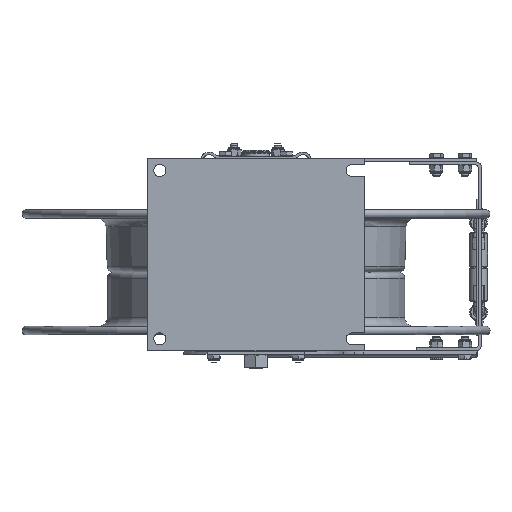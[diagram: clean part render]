
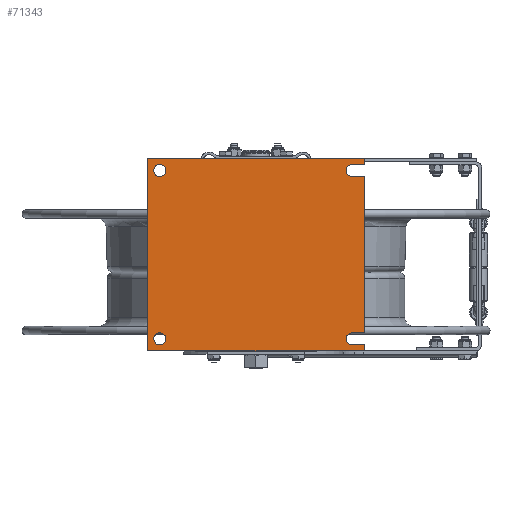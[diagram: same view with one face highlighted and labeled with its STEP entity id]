
A CAD part, front view. The second image highlights one B-rep face of the part: STEP entity #71343.
In plain terms, the highlighted planar face has unit normal (0, -1, 0).
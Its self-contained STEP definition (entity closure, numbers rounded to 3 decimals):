
#4266=FACE_BOUND('',#7593,.T.);
#4267=FACE_BOUND('',#7594,.T.);
#4765=FACE_OUTER_BOUND('',#7592,.T.);
#7592=EDGE_LOOP('',(#49242,#49243,#49244,#49245,#49246,#49247,#49248,#49249,
#49250,#49251,#49252,#49253));
#7593=EDGE_LOOP('',(#49254));
#7594=EDGE_LOOP('',(#49255));
#10918=CIRCLE('',#74638,0.25);
#10919=CIRCLE('',#74639,0.25);
#10920=CIRCLE('',#74640,0.25);
#10921=CIRCLE('',#74641,0.25);
#13794=LINE('',#97404,#20511);
#13795=LINE('',#97408,#20512);
#13796=LINE('',#97410,#20513);
#13797=LINE('',#97412,#20514);
#13798=LINE('',#97414,#20515);
#13799=LINE('',#97416,#20516);
#13800=LINE('',#97418,#20517);
#13801=LINE('',#97420,#20518);
#13802=LINE('',#97424,#20519);
#13803=LINE('',#97425,#20520);
#20511=VECTOR('',#79989,0.394);
#20512=VECTOR('',#79992,0.394);
#20513=VECTOR('',#79993,0.394);
#20514=VECTOR('',#79994,0.394);
#20515=VECTOR('',#79995,0.394);
#20516=VECTOR('',#79996,0.394);
#20517=VECTOR('',#79997,0.394);
#20518=VECTOR('',#79998,0.394);
#20519=VECTOR('',#80001,0.394);
#20520=VECTOR('',#80002,0.394);
#27228=VERTEX_POINT('',#97402);
#27229=VERTEX_POINT('',#97403);
#27230=VERTEX_POINT('',#97405);
#27231=VERTEX_POINT('',#97407);
#27232=VERTEX_POINT('',#97409);
#27233=VERTEX_POINT('',#97411);
#27234=VERTEX_POINT('',#97413);
#27235=VERTEX_POINT('',#97415);
#27236=VERTEX_POINT('',#97417);
#27237=VERTEX_POINT('',#97419);
#27238=VERTEX_POINT('',#97421);
#27239=VERTEX_POINT('',#97423);
#27240=VERTEX_POINT('',#97426);
#27241=VERTEX_POINT('',#97428);
#36798=EDGE_CURVE('',#27228,#27229,#13794,.T.);
#36799=EDGE_CURVE('',#27229,#27230,#10918,.T.);
#36800=EDGE_CURVE('',#27230,#27231,#13795,.T.);
#36801=EDGE_CURVE('',#27231,#27232,#13796,.T.);
#36802=EDGE_CURVE('',#27232,#27233,#13797,.T.);
#36803=EDGE_CURVE('',#27233,#27234,#13798,.T.);
#36804=EDGE_CURVE('',#27234,#27235,#13799,.T.);
#36805=EDGE_CURVE('',#27235,#27236,#13800,.T.);
#36806=EDGE_CURVE('',#27236,#27237,#13801,.T.);
#36807=EDGE_CURVE('',#27237,#27238,#10919,.T.);
#36808=EDGE_CURVE('',#27238,#27239,#13802,.T.);
#36809=EDGE_CURVE('',#27239,#27228,#13803,.T.);
#36810=EDGE_CURVE('',#27240,#27240,#10920,.T.);
#36811=EDGE_CURVE('',#27241,#27241,#10921,.T.);
#49242=ORIENTED_EDGE('',*,*,#36798,.T.);
#49243=ORIENTED_EDGE('',*,*,#36799,.T.);
#49244=ORIENTED_EDGE('',*,*,#36800,.T.);
#49245=ORIENTED_EDGE('',*,*,#36801,.T.);
#49246=ORIENTED_EDGE('',*,*,#36802,.T.);
#49247=ORIENTED_EDGE('',*,*,#36803,.T.);
#49248=ORIENTED_EDGE('',*,*,#36804,.T.);
#49249=ORIENTED_EDGE('',*,*,#36805,.T.);
#49250=ORIENTED_EDGE('',*,*,#36806,.T.);
#49251=ORIENTED_EDGE('',*,*,#36807,.T.);
#49252=ORIENTED_EDGE('',*,*,#36808,.T.);
#49253=ORIENTED_EDGE('',*,*,#36809,.T.);
#49254=ORIENTED_EDGE('',*,*,#36810,.T.);
#49255=ORIENTED_EDGE('',*,*,#36811,.T.);
#67113=PLANE('',#74637);
#71343=ADVANCED_FACE('',(#4765,#4266,#4267),#67113,.F.);
#74637=AXIS2_PLACEMENT_3D('',#97401,#79987,#79988);
#74638=AXIS2_PLACEMENT_3D('',#97406,#79990,#79991);
#74639=AXIS2_PLACEMENT_3D('',#97422,#79999,#80000);
#74640=AXIS2_PLACEMENT_3D('',#97427,#80003,#80004);
#74641=AXIS2_PLACEMENT_3D('',#97429,#80005,#80006);
#79987=DIRECTION('center_axis',(0.,1.,0.));
#79988=DIRECTION('ref_axis',(1.,0.,0.));
#79989=DIRECTION('',(-1.,0.,0.));
#79990=DIRECTION('center_axis',(0.,1.,0.));
#79991=DIRECTION('ref_axis',(0.,0.,
-1.));
#79992=DIRECTION('',(1.,0.,0.));
#79993=DIRECTION('',(0.,0.,1.));
#79994=DIRECTION('',(-1.,0.,0.));
#79995=DIRECTION('',(0.,0.,-1.));
#79996=DIRECTION('',(1.,0.,0.));
#79997=DIRECTION('',(0.,0.,1.));
#79998=DIRECTION('',(-1.,0.,0.));
#79999=DIRECTION('center_axis',(0.,1.,0.));
#80000=DIRECTION('ref_axis',(0.,0.,
-1.));
#80001=DIRECTION('',(1.,0.,0.));
#80002=DIRECTION('',(0.,0.,1.));
#80003=DIRECTION('center_axis',(0.,1.,0.));
#80004=DIRECTION('ref_axis',(-1.,0.,0.));
#80005=DIRECTION('center_axis',(0.,1.,0.));
#80006=DIRECTION('ref_axis',(-1.,0.,0.));
#97401=CARTESIAN_POINT('Origin',(0.,0.,
0.));
#97402=CARTESIAN_POINT('',(4.5,0.,3.25));
#97403=CARTESIAN_POINT('',(4.,0.,3.25));
#97404=CARTESIAN_POINT('',(2.25,0.,3.25));
#97405=CARTESIAN_POINT('',(4.,0.,3.75));
#97406=CARTESIAN_POINT('Origin',(4.,0.,
3.5));
#97407=CARTESIAN_POINT('',(4.5,0.,3.75));
#97408=CARTESIAN_POINT('',(2.,0.,3.75));
#97409=CARTESIAN_POINT('',(4.5,0.,4.));
#97410=CARTESIAN_POINT('',(4.5,0.,-4.));
#97411=CARTESIAN_POINT('',(-4.5,0.,4.));
#97412=CARTESIAN_POINT('',(4.5,0.,4.));
#97413=CARTESIAN_POINT('',(-4.5,0.,-4.));
#97414=CARTESIAN_POINT('',(-4.5,0.,4.));
#97415=CARTESIAN_POINT('',(4.5,0.,-4.));
#97416=CARTESIAN_POINT('',(-4.5,0.,-4.));
#97417=CARTESIAN_POINT('',(4.5,0.,-3.75));
#97418=CARTESIAN_POINT('',(4.5,0.,-4.));
#97419=CARTESIAN_POINT('',(4.,0.,-3.75));
#97420=CARTESIAN_POINT('',(2.25,0.,-3.75));
#97421=CARTESIAN_POINT('',(4.,0.,-3.25));
#97422=CARTESIAN_POINT('Origin',(4.,0.,
-3.5));
#97423=CARTESIAN_POINT('',(4.5,0.,-3.25));
#97424=CARTESIAN_POINT('',(2.,0.,-3.25));
#97425=CARTESIAN_POINT('',(4.5,0.,-4.));
#97426=CARTESIAN_POINT('',(-3.75,0.,-3.5));
#97427=CARTESIAN_POINT('Origin',(-4.,0.,
-3.5));
#97428=CARTESIAN_POINT('',(-3.75,0.,3.5));
#97429=CARTESIAN_POINT('Origin',(-4.,0.,
3.5));
